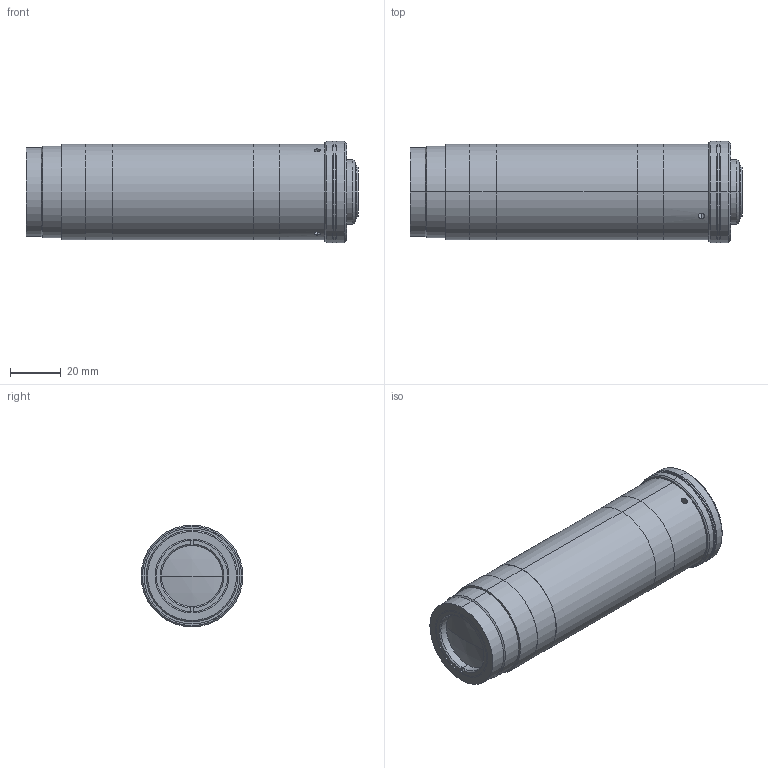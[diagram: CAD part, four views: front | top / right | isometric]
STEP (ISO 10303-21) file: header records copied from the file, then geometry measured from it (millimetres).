
FILE_DESCRIPTION (( 'STEP AP214' ), '1' );
FILE_NAME ('TCLWD-100.STEP', '2014-07-03T12:29:12', ( '' ), ( '' ), 'SwSTEP 2.0', 'SolidWorks 2013', '' );
FILE_SCHEMA (( 'AUTOMOTIVE_DESIGN' ));
Length unit declared in the file: millimetre
Products named in the file (1): TCLWD-100
Bounding box: 130.52 x 40 x 40 mm (x, y, z)
Surface area: 24736.7 mm2 (no closed solid volume)
Topology: 0 solids, 15 shells, 91 faces, 234 edges, 158 vertices
Faces by surface type: cylinder 44, plane 29, cone 14, sphere 4
Entity records: 4020 total; most frequent: CARTESIAN_POINT 730, DIRECTION 526, ORIENTED_EDGE 394, EDGE_CURVE 234, AXIS2_PLACEMENT_3D 220, VERTEX_POINT 158, CIRCLE 128, EDGE_LOOP 107
